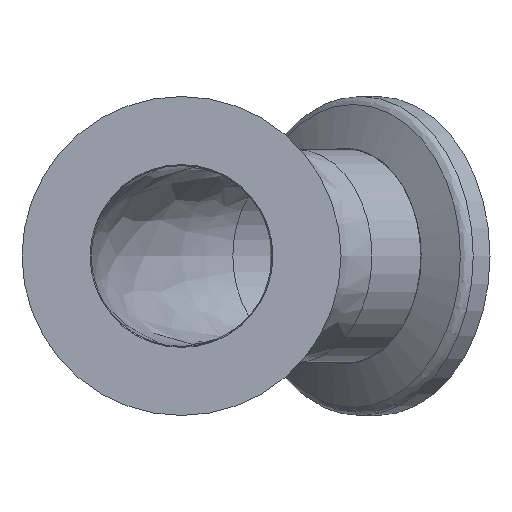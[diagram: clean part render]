
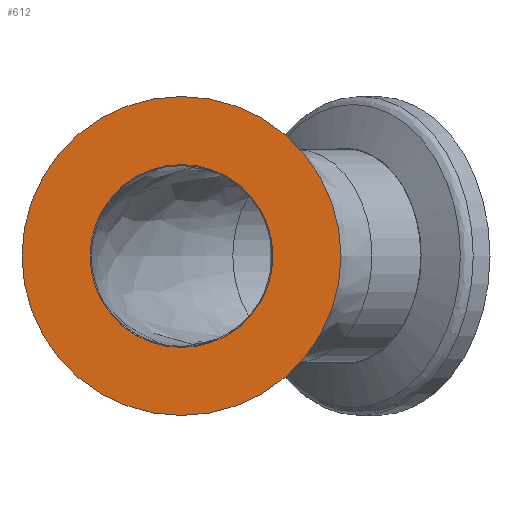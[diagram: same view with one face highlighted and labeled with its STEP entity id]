
A CAD part, front view. The second image highlights one B-rep face of the part: STEP entity #612.
In plain terms, the highlighted face is planar.
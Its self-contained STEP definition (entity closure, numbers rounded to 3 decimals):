
#3 = EDGE_CURVE ( 'NONE', #589, #589, #402, .T. ) ;
#14 = DIRECTION ( 'NONE',  ( 1., 0., 0. ) ) ;
#22 = DIRECTION ( 'NONE',  ( 0., 1., 0. ) ) ;
#26 = DIRECTION ( 'NONE',  ( -1., 0., 0. ) ) ;
#33 = VERTEX_POINT ( 'NONE', #554 ) ;
#54 = CIRCLE ( 'NONE', #292, 15. ) ;
#84 = EDGE_LOOP ( 'NONE', ( #860 ) ) ;
#120 = CARTESIAN_POINT ( 'NONE',  ( 0., 0., 0. ) ) ;
#133 = AXIS2_PLACEMENT_3D ( 'NONE', #658, #26, #738 ) ;
#202 = DIRECTION ( 'NONE',  ( 0., 1., 0. ) ) ;
#229 = EDGE_CURVE ( 'NONE', #33, #33, #54, .T. ) ;
#292 = AXIS2_PLACEMENT_3D ( 'NONE', #120, #487, #202 ) ;
#402 = CIRCLE ( 'NONE', #422, 8.6 ) ;
#414 = FACE_OUTER_BOUND ( 'NONE', #639, .T. ) ;
#422 = AXIS2_PLACEMENT_3D ( 'NONE', #507, #14, #22 ) ;
#452 = PLANE ( 'NONE',  #133 ) ;
#474 = ORIENTED_EDGE ( 'NONE', *, *, #229, .T. ) ;
#483 = FACE_BOUND ( 'NONE', #84, .T. ) ;
#487 = DIRECTION ( 'NONE',  ( -1., 0., 0. ) ) ;
#507 = CARTESIAN_POINT ( 'NONE',  ( 0., 0., 0. ) ) ;
#554 = CARTESIAN_POINT ( 'NONE',  ( 0., 15., 0. ) ) ;
#589 = VERTEX_POINT ( 'NONE', #619 ) ;
#612 = ADVANCED_FACE ( 'NONE', ( #483, #414 ), #452, .T. ) ;
#619 = CARTESIAN_POINT ( 'NONE',  ( 0., 8.6, 0. ) ) ;
#639 = EDGE_LOOP ( 'NONE', ( #474 ) ) ;
#658 = CARTESIAN_POINT ( 'NONE',  ( 0., 15., 0. ) ) ;
#738 = DIRECTION ( 'NONE',  ( 0., -1., 0. ) ) ;
#860 = ORIENTED_EDGE ( 'NONE', *, *, #3, .T. ) ;
